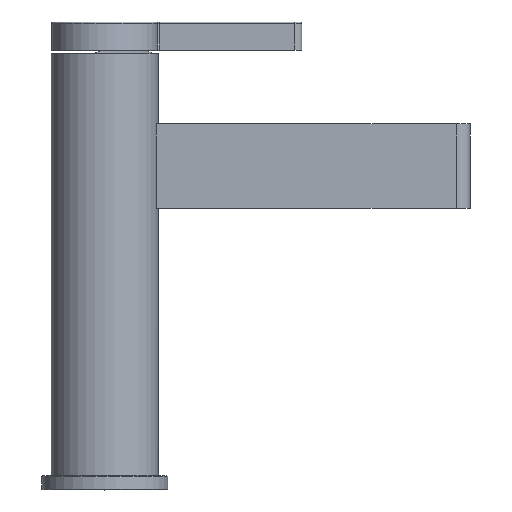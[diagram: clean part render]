
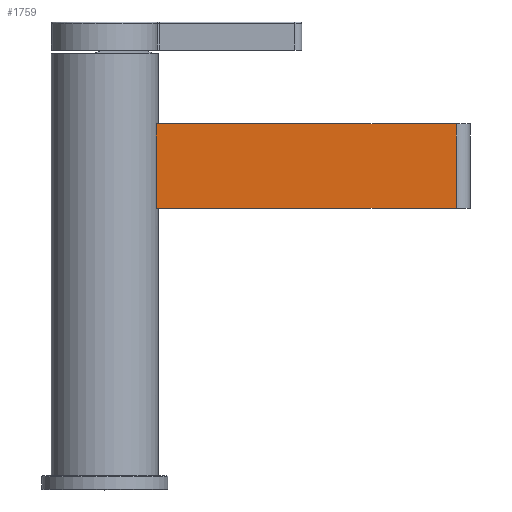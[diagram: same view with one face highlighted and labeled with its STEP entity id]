
A CAD part, front view. The second image highlights one B-rep face of the part: STEP entity #1759.
In plain terms, the highlighted planar face has unit normal (0, -1, 0).
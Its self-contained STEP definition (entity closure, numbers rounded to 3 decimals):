
#342=FACE_OUTER_BOUND('',#455,.T.);
#455=EDGE_LOOP('',(#1526,#1527,#1528,#1529));
#579=LINE('',#3354,#708);
#583=LINE('',#3364,#712);
#584=LINE('',#3367,#713);
#585=LINE('',#3368,#714);
#708=VECTOR('',#2521,106.5);
#712=VECTOR('',#2531,30.);
#713=VECTOR('',#2534,30.);
#714=VECTOR('',#2535,106.5);
#861=VERTEX_POINT('',#3347);
#864=VERTEX_POINT('',#3352);
#867=VERTEX_POINT('',#3362);
#868=VERTEX_POINT('',#3366);
#1092=EDGE_CURVE('',#864,#861,#579,.T.);
#1097=EDGE_CURVE('',#867,#864,#583,.T.);
#1098=EDGE_CURVE('',#861,#868,#584,.T.);
#1099=EDGE_CURVE('',#867,#868,#585,.T.);
#1526=ORIENTED_EDGE('',*,*,#1098,.F.);
#1527=ORIENTED_EDGE('',*,*,#1092,.F.);
#1528=ORIENTED_EDGE('',*,*,#1097,.F.);
#1529=ORIENTED_EDGE('',*,*,#1099,.T.);
#1663=PLANE('',#2033);
#1759=ADVANCED_FACE('',(#342),#1663,.T.);
#2033=AXIS2_PLACEMENT_3D('',#3365,#2532,#2533);
#2521=DIRECTION('',(1.,0.,0.));
#2531=DIRECTION('',(0.,0.,1.));
#2532=DIRECTION('center_axis',(0.,-1.,0.));
#2533=DIRECTION('ref_axis',(1.,0.,0.));
#2534=DIRECTION('',(0.,0.,-1.));
#2535=DIRECTION('',(1.,0.,0.));
#3347=CARTESIAN_POINT('',(124.83,-11.2,131.2));
#3352=CARTESIAN_POINT('',(18.33,-11.2,131.2));
#3354=CARTESIAN_POINT('',(18.33,-11.2,131.2));
#3362=CARTESIAN_POINT('',(18.33,-11.2,101.2));
#3364=CARTESIAN_POINT('',(18.33,-11.2,101.2));
#3365=CARTESIAN_POINT('Origin',(18.33,-11.2,101.2));
#3366=CARTESIAN_POINT('',(124.83,-11.2,101.2));
#3367=CARTESIAN_POINT('',(124.83,-11.2,131.2));
#3368=CARTESIAN_POINT('',(18.33,-11.2,101.2));
